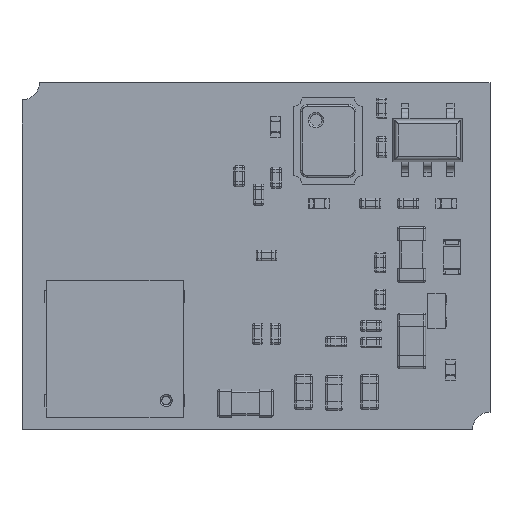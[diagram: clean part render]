
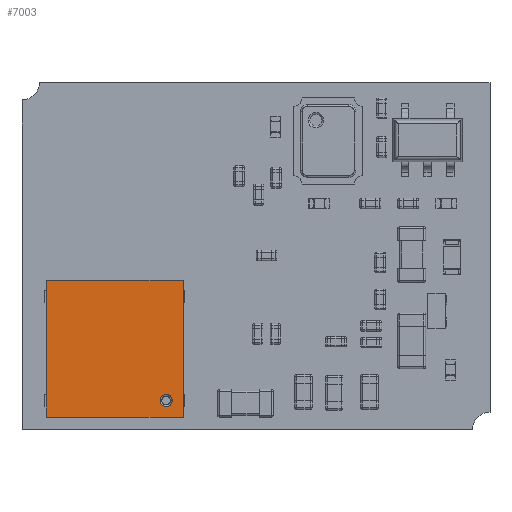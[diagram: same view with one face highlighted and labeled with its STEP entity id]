
A CAD part, top view. The second image highlights one B-rep face of the part: STEP entity #7003.
In plain terms, the highlighted face is planar.
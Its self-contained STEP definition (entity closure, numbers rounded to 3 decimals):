
#6577 = TOROIDAL_SURFACE('',#6578,0.125,0.05);
#6578 = AXIS2_PLACEMENT_3D('',#6579,#6580,#6581);
#6579 = CARTESIAN_POINT('',(-1.5,0.9,1.481));
#6580 = DIRECTION('',(0.,1.,0.));
#6581 = DIRECTION('',(0.,0.,1.));
#6604 = TOROIDAL_SURFACE('',#6605,0.125,0.05);
#6605 = AXIS2_PLACEMENT_3D('',#6606,#6607,#6608);
#6606 = CARTESIAN_POINT('',(-1.5,0.9,1.481));
#6607 = DIRECTION('',(0.,1.,0.));
#6608 = DIRECTION('',(0.,0.,1.));
#6620 = VERTEX_POINT('',#6621);
#6621 = CARTESIAN_POINT('',(-1.5,0.9,1.656));
#6643 = EDGE_CURVE('',#6644,#6620,#6646,.T.);
#6644 = VERTEX_POINT('',#6645);
#6645 = CARTESIAN_POINT('',(-1.5,0.9,1.306));
#6646 = SURFACE_CURVE('',#6647,(#6652,#6659),.PCURVE_S1.);
#6647 = CIRCLE('',#6648,0.175);
#6648 = AXIS2_PLACEMENT_3D('',#6649,#6650,#6651);
#6649 = CARTESIAN_POINT('',(-1.5,0.9,1.481));
#6650 = DIRECTION('',(0.,1.,0.));
#6651 = DIRECTION('',(0.,0.,1.));
#6652 = PCURVE('',#6604,#6653);
#6653 = DEFINITIONAL_REPRESENTATION('',(#6654),#6658);
#6654 = LINE('',#6655,#6656);
#6655 = CARTESIAN_POINT('',(0.,6.283));
#6656 = VECTOR('',#6657,1.);
#6657 = DIRECTION('',(1.,0.));
#6658 = ( GEOMETRIC_REPRESENTATION_CONTEXT(2) 
PARAMETRIC_REPRESENTATION_CONTEXT() REPRESENTATION_CONTEXT('2D SPACE',''
  ) );
#6659 = PCURVE('',#6660,#6665);
#6660 = PLANE('',#6661);
#6661 = AXIS2_PLACEMENT_3D('',#6662,#6663,#6664);
#6662 = CARTESIAN_POINT('',(0.,0.9,0.));
#6663 = DIRECTION('',(0.,1.,0.));
#6664 = DIRECTION('',(0.,0.,1.));
#6665 = DEFINITIONAL_REPRESENTATION('',(#6666),#6670);
#6666 = CIRCLE('',#6667,0.175);
#6667 = AXIS2_PLACEMENT_2D('',#6668,#6669);
#6668 = CARTESIAN_POINT('',(1.481,-1.5));
#6669 = DIRECTION('',(1.,0.));
#6670 = ( GEOMETRIC_REPRESENTATION_CONTEXT(2) 
PARAMETRIC_REPRESENTATION_CONTEXT() REPRESENTATION_CONTEXT('2D SPACE',''
  ) );
#6699 = VERTEX_POINT('',#6700);
#6700 = CARTESIAN_POINT('',(-1.975,0.9,-1.975));
#6709 = PLANE('',#6710);
#6710 = AXIS2_PLACEMENT_3D('',#6711,#6712,#6713);
#6711 = CARTESIAN_POINT('',(-1.975,0.9,1.975));
#6712 = DIRECTION('',(1.,0.,0.));
#6713 = DIRECTION('',(0.,0.,-1.));
#6721 = PLANE('',#6722);
#6722 = AXIS2_PLACEMENT_3D('',#6723,#6724,#6725);
#6723 = CARTESIAN_POINT('',(1.975,0.9,-1.975));
#6724 = DIRECTION('',(0.,0.,1.));
#6725 = DIRECTION('',(1.,0.,0.));
#6733 = EDGE_CURVE('',#6699,#6734,#6736,.T.);
#6734 = VERTEX_POINT('',#6735);
#6735 = CARTESIAN_POINT('',(-1.975,0.9,1.975));
#6736 = SURFACE_CURVE('',#6737,(#6741,#6748),.PCURVE_S1.);
#6737 = LINE('',#6738,#6739);
#6738 = CARTESIAN_POINT('',(-1.975,0.9,1.975));
#6739 = VECTOR('',#6740,1.);
#6740 = DIRECTION('',(0.,0.,1.));
#6741 = PCURVE('',#6709,#6742);
#6742 = DEFINITIONAL_REPRESENTATION('',(#6743),#6747);
#6743 = LINE('',#6744,#6745);
#6744 = CARTESIAN_POINT('',(0.,0.));
#6745 = VECTOR('',#6746,1.);
#6746 = DIRECTION('',(-1.,0.));
#6747 = ( GEOMETRIC_REPRESENTATION_CONTEXT(2) 
PARAMETRIC_REPRESENTATION_CONTEXT() REPRESENTATION_CONTEXT('2D SPACE',''
  ) );
#6748 = PCURVE('',#6660,#6749);
#6749 = DEFINITIONAL_REPRESENTATION('',(#6750),#6754);
#6750 = LINE('',#6751,#6752);
#6751 = CARTESIAN_POINT('',(1.975,-1.975));
#6752 = VECTOR('',#6753,1.);
#6753 = DIRECTION('',(1.,0.));
#6754 = ( GEOMETRIC_REPRESENTATION_CONTEXT(2) 
PARAMETRIC_REPRESENTATION_CONTEXT() REPRESENTATION_CONTEXT('2D SPACE',''
  ) );
#6772 = PLANE('',#6773);
#6773 = AXIS2_PLACEMENT_3D('',#6774,#6775,#6776);
#6774 = CARTESIAN_POINT('',(1.975,0.9,1.975));
#6775 = DIRECTION('',(0.,0.,-1.));
#6776 = DIRECTION('',(-1.,0.,0.));
#6814 = EDGE_CURVE('',#6734,#6815,#6817,.T.);
#6815 = VERTEX_POINT('',#6816);
#6816 = CARTESIAN_POINT('',(1.975,0.9,1.975));
#6817 = SURFACE_CURVE('',#6818,(#6822,#6829),.PCURVE_S1.);
#6818 = LINE('',#6819,#6820);
#6819 = CARTESIAN_POINT('',(1.975,0.9,1.975));
#6820 = VECTOR('',#6821,1.);
#6821 = DIRECTION('',(1.,0.,0.));
#6822 = PCURVE('',#6772,#6823);
#6823 = DEFINITIONAL_REPRESENTATION('',(#6824),#6828);
#6824 = LINE('',#6825,#6826);
#6825 = CARTESIAN_POINT('',(0.,0.));
#6826 = VECTOR('',#6827,1.);
#6827 = DIRECTION('',(-1.,0.));
#6828 = ( GEOMETRIC_REPRESENTATION_CONTEXT(2) 
PARAMETRIC_REPRESENTATION_CONTEXT() REPRESENTATION_CONTEXT('2D SPACE',''
  ) );
#6829 = PCURVE('',#6660,#6830);
#6830 = DEFINITIONAL_REPRESENTATION('',(#6831),#6835);
#6831 = LINE('',#6832,#6833);
#6832 = CARTESIAN_POINT('',(1.975,1.975));
#6833 = VECTOR('',#6834,1.);
#6834 = DIRECTION('',(0.,1.));
#6835 = ( GEOMETRIC_REPRESENTATION_CONTEXT(2) 
PARAMETRIC_REPRESENTATION_CONTEXT() REPRESENTATION_CONTEXT('2D SPACE',''
  ) );
#6853 = PLANE('',#6854);
#6854 = AXIS2_PLACEMENT_3D('',#6855,#6856,#6857);
#6855 = CARTESIAN_POINT('',(1.975,0.9,1.975));
#6856 = DIRECTION('',(-1.,0.,0.));
#6857 = DIRECTION('',(0.,0.,1.));
#6890 = EDGE_CURVE('',#6815,#6891,#6893,.T.);
#6891 = VERTEX_POINT('',#6892);
#6892 = CARTESIAN_POINT('',(1.975,0.9,-1.975));
#6893 = SURFACE_CURVE('',#6894,(#6898,#6905),.PCURVE_S1.);
#6894 = LINE('',#6895,#6896);
#6895 = CARTESIAN_POINT('',(1.975,0.9,1.975));
#6896 = VECTOR('',#6897,1.);
#6897 = DIRECTION('',(0.,0.,-1.));
#6898 = PCURVE('',#6853,#6899);
#6899 = DEFINITIONAL_REPRESENTATION('',(#6900),#6904);
#6900 = LINE('',#6901,#6902);
#6901 = CARTESIAN_POINT('',(0.,0.));
#6902 = VECTOR('',#6903,1.);
#6903 = DIRECTION('',(-1.,0.));
#6904 = ( GEOMETRIC_REPRESENTATION_CONTEXT(2) 
PARAMETRIC_REPRESENTATION_CONTEXT() REPRESENTATION_CONTEXT('2D SPACE',''
  ) );
#6905 = PCURVE('',#6660,#6906);
#6906 = DEFINITIONAL_REPRESENTATION('',(#6907),#6911);
#6907 = LINE('',#6908,#6909);
#6908 = CARTESIAN_POINT('',(1.975,1.975));
#6909 = VECTOR('',#6910,1.);
#6910 = DIRECTION('',(-1.,0.));
#6911 = ( GEOMETRIC_REPRESENTATION_CONTEXT(2) 
PARAMETRIC_REPRESENTATION_CONTEXT() REPRESENTATION_CONTEXT('2D SPACE',''
  ) );
#6982 = EDGE_CURVE('',#6891,#6699,#6983,.T.);
#6983 = SURFACE_CURVE('',#6984,(#6988,#6995),.PCURVE_S1.);
#6984 = LINE('',#6985,#6986);
#6985 = CARTESIAN_POINT('',(1.975,0.9,-1.975));
#6986 = VECTOR('',#6987,1.);
#6987 = DIRECTION('',(-1.,0.,0.));
#6988 = PCURVE('',#6721,#6989);
#6989 = DEFINITIONAL_REPRESENTATION('',(#6990),#6994);
#6990 = LINE('',#6991,#6992);
#6991 = CARTESIAN_POINT('',(0.,0.));
#6992 = VECTOR('',#6993,1.);
#6993 = DIRECTION('',(-1.,0.));
#6994 = ( GEOMETRIC_REPRESENTATION_CONTEXT(2) 
PARAMETRIC_REPRESENTATION_CONTEXT() REPRESENTATION_CONTEXT('2D SPACE',''
  ) );
#6995 = PCURVE('',#6660,#6996);
#6996 = DEFINITIONAL_REPRESENTATION('',(#6997),#7001);
#6997 = LINE('',#6998,#6999);
#6998 = CARTESIAN_POINT('',(-1.975,1.975));
#6999 = VECTOR('',#7000,1.);
#7000 = DIRECTION('',(0.,-1.));
#7001 = ( GEOMETRIC_REPRESENTATION_CONTEXT(2) 
PARAMETRIC_REPRESENTATION_CONTEXT() REPRESENTATION_CONTEXT('2D SPACE',''
  ) );
#7003 = ADVANCED_FACE('',(#7004,#7029),#6660,.T.);
#7004 = FACE_BOUND('',#7005,.T.);
#7005 = EDGE_LOOP('',(#7006,#7028));
#7006 = ORIENTED_EDGE('',*,*,#7007,.F.);
#7007 = EDGE_CURVE('',#6620,#6644,#7008,.T.);
#7008 = SURFACE_CURVE('',#7009,(#7014,#7021),.PCURVE_S1.);
#7009 = CIRCLE('',#7010,0.175);
#7010 = AXIS2_PLACEMENT_3D('',#7011,#7012,#7013);
#7011 = CARTESIAN_POINT('',(-1.5,0.9,1.481));
#7012 = DIRECTION('',(0.,1.,0.));
#7013 = DIRECTION('',(0.,0.,1.));
#7014 = PCURVE('',#6660,#7015);
#7015 = DEFINITIONAL_REPRESENTATION('',(#7016),#7020);
#7016 = CIRCLE('',#7017,0.175);
#7017 = AXIS2_PLACEMENT_2D('',#7018,#7019);
#7018 = CARTESIAN_POINT('',(1.481,-1.5));
#7019 = DIRECTION('',(1.,0.));
#7020 = ( GEOMETRIC_REPRESENTATION_CONTEXT(2) 
PARAMETRIC_REPRESENTATION_CONTEXT() REPRESENTATION_CONTEXT('2D SPACE',''
  ) );
#7021 = PCURVE('',#6577,#7022);
#7022 = DEFINITIONAL_REPRESENTATION('',(#7023),#7027);
#7023 = LINE('',#7024,#7025);
#7024 = CARTESIAN_POINT('',(0.,6.283));
#7025 = VECTOR('',#7026,1.);
#7026 = DIRECTION('',(1.,0.));
#7027 = ( GEOMETRIC_REPRESENTATION_CONTEXT(2) 
PARAMETRIC_REPRESENTATION_CONTEXT() REPRESENTATION_CONTEXT('2D SPACE',''
  ) );
#7028 = ORIENTED_EDGE('',*,*,#6643,.F.);
#7029 = FACE_BOUND('',#7030,.T.);
#7030 = EDGE_LOOP('',(#7031,#7032,#7033,#7034));
#7031 = ORIENTED_EDGE('',*,*,#6733,.T.);
#7032 = ORIENTED_EDGE('',*,*,#6814,.T.);
#7033 = ORIENTED_EDGE('',*,*,#6890,.T.);
#7034 = ORIENTED_EDGE('',*,*,#6982,.T.);
